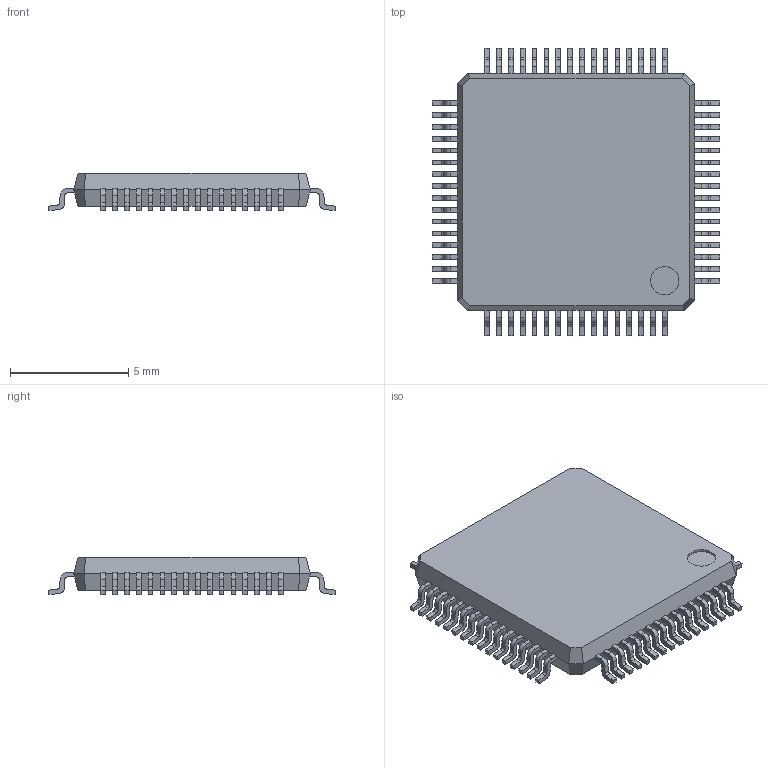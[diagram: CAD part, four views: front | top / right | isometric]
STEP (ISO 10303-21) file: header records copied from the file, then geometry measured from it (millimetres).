
FILE_DESCRIPTION(/* description */ (''),/* implementation_level */ '2;1');
FILE_NAME(/* name */ 'LQFP64 v1.step',/* time_stamp */ '2018-02-16T15:22:13+01:00',/* author */ ('davidebo'),/* organization */ (''),/* preprocessor_version */ 'ST-DEVELOPER v16.13',/* originating_system */ 'Autodesk Translation Framework v6.5.0.72',/* authorisation */ '');
FILE_SCHEMA (('AUTOMOTIVE_DESIGN { 1 0 10303 214 3 1 1 }'));
Length unit declared in the file: millimetre
Products named in the file (1): LQFP64
Bounding box: 12.14 x 12.14 x 1.58 mm (x, y, z)
Volume: 138.2 mm3; surface area: 524.7 mm2
Topology: 66 solids, 66 shells, 982 faces, 2547 edges, 1698 vertices
Faces by surface type: plane 725, cylinder 257
Full cylindrical faces by diameter (mm): 1.2 x1
Entity records: 29847 total; most frequent: CARTESIAN_POINT 5228, ORIENTED_EDGE 5094, DIRECTION 5027, EDGE_CURVE 2547, LINE 2033, VECTOR 2033, VERTEX_POINT 1698, AXIS2_PLACEMENT_3D 1497
